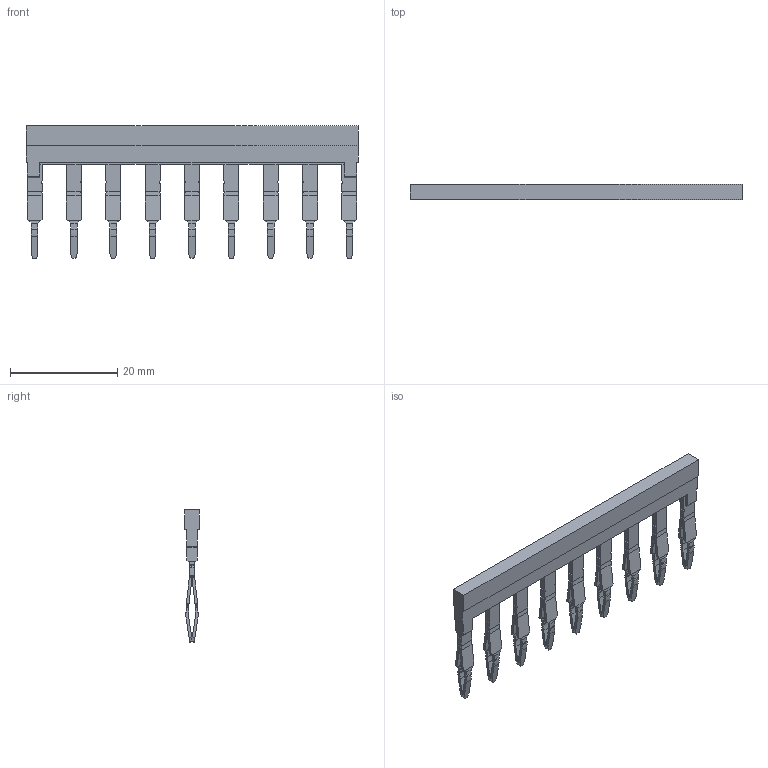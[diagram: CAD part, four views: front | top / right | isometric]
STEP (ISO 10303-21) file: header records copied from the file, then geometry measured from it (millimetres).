
FILE_DESCRIPTION(('CATIA V5 STEP Exchange','CAx-IF Rec.Pracs.--- Model Styling and Organization---1.4--- 2014-01-23'),'2;1');
FILE_NAME ('1175007-4_0_2709790000_2709790000.stp','2020-10-21T08:24:11+00:00',('none'),('Weidmueller'),'CATIA Version 5-6 Release 2016 SP3 HF44','CATIA V5 STEP AP214','none');
FILE_SCHEMA(('AUTOMOTIVE_DESIGN { 1 0 10303 214 1 1 1 1 }'));
Length unit declared in the file: millimetre
Products named in the file (1): 2709790000
Bounding box: 62 x 2.8 x 24.72 mm (x, y, z)
Volume: 1518.6 mm3; surface area: 3834.5 mm2
Topology: 2 solids, 2 shells, 949 faces, 2647 edges, 1668 vertices
Faces by surface type: plane 605, cylinder 236, bspline 108
Entity records: 29997 total; most frequent: CARTESIAN_POINT 8665, ORIENTED_EDGE 5294, DIRECTION 3007, EDGE_CURVE 2647, VECTOR 1743, LINE 1743, VERTEX_POINT 1668, EDGE_LOOP 983
